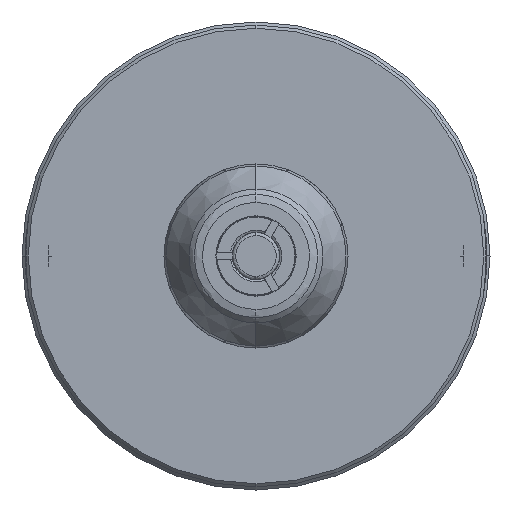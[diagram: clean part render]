
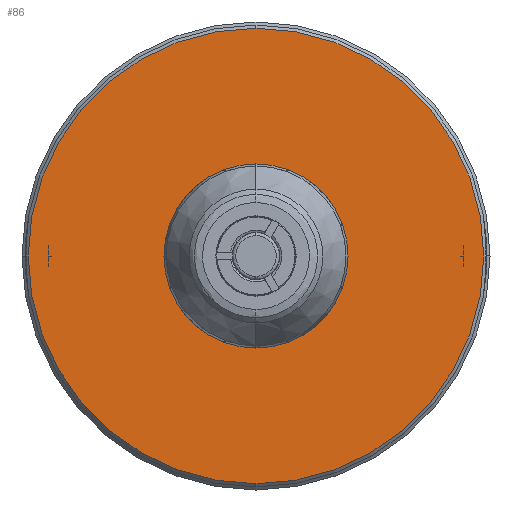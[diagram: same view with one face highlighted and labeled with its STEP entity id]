
A CAD part, left-side view. The second image highlights one B-rep face of the part: STEP entity #86.
In plain terms, the highlighted planar face has unit normal (-1, 0, 0).
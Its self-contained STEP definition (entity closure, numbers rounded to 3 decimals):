
#86 = ADVANCED_FACE ( 'NONE', ( #644, #6870 ), #3471, .F. ) ;
#481 = EDGE_LOOP ( 'NONE', ( #2711, #4785 ) ) ;
#644 = FACE_BOUND ( 'NONE', #2843, .T. ) ;
#751 = DIRECTION ( 'NONE',  ( 1., 0., 0. ) ) ;
#759 = VERTEX_POINT ( 'NONE', #6882 ) ;
#1261 = EDGE_CURVE ( 'NONE', #759, #8491, #4090, .T. ) ;
#1578 = CARTESIAN_POINT ( 'NONE',  ( 11., 0., 5.1 ) ) ;
#1789 = ORIENTED_EDGE ( 'NONE', *, *, #2472, .F. ) ;
#2038 = EDGE_CURVE ( 'NONE', #8641, #4930, #3984, .T. ) ;
#2046 = DIRECTION ( 'NONE',  ( -1., 0., 0. ) ) ;
#2323 = CARTESIAN_POINT ( 'NONE',  ( 11., 0., -14.6 ) ) ;
#2472 = EDGE_CURVE ( 'NONE', #8491, #759, #4450, .T. ) ;
#2526 = DIRECTION ( 'NONE',  ( 0., 0., -1. ) ) ;
#2711 = ORIENTED_EDGE ( 'NONE', *, *, #6548, .F. ) ;
#2745 = DIRECTION ( 'NONE',  ( 0., 0., -1. ) ) ;
#2843 = EDGE_LOOP ( 'NONE', ( #1789, #8802 ) ) ;
#3002 = AXIS2_PLACEMENT_3D ( 'NONE', #4134, #6775, #4165 ) ;
#3471 = PLANE ( 'NONE',  #8647 ) ;
#3984 = CIRCLE ( 'NONE', #8132, 14.6 ) ;
#4090 = CIRCLE ( 'NONE', #5728, 5.1 ) ;
#4106 = CARTESIAN_POINT ( 'NONE',  ( 11., 0., 0. ) ) ;
#4134 = CARTESIAN_POINT ( 'NONE',  ( 11., 0., 0. ) ) ;
#4165 = DIRECTION ( 'NONE',  ( 0., 0., 1. ) ) ;
#4450 = CIRCLE ( 'NONE', #3002, 5.1 ) ;
#4617 = CARTESIAN_POINT ( 'NONE',  ( 11., 0., 0. ) ) ;
#4650 = DIRECTION ( 'NONE',  ( 1., 0., 0. ) ) ;
#4785 = ORIENTED_EDGE ( 'NONE', *, *, #2038, .F. ) ;
#4930 = VERTEX_POINT ( 'NONE', #2323 ) ;
#5481 = CARTESIAN_POINT ( 'NONE',  ( 11., 0., 0. ) ) ;
#5728 = AXIS2_PLACEMENT_3D ( 'NONE', #5481, #2046, #8260 ) ;
#6057 = CIRCLE ( 'NONE', #8888, 14.6 ) ;
#6548 = EDGE_CURVE ( 'NONE', #4930, #8641, #6057, .T. ) ;
#6775 = DIRECTION ( 'NONE',  ( -1., 0., 0. ) ) ;
#6835 = DIRECTION ( 'NONE',  ( 1., 0., 0. ) ) ;
#6870 = FACE_OUTER_BOUND ( 'NONE', #481, .T. ) ;
#6882 = CARTESIAN_POINT ( 'NONE',  ( 11., 0., -5.1 ) ) ;
#7736 = CARTESIAN_POINT ( 'NONE',  ( 11., 0., 14.6 ) ) ;
#8132 = AXIS2_PLACEMENT_3D ( 'NONE', #4617, #4650, #2526 ) ;
#8260 = DIRECTION ( 'NONE',  ( 0., 0., 1. ) ) ;
#8271 = CARTESIAN_POINT ( 'NONE',  ( 11., 0., 0. ) ) ;
#8297 = DIRECTION ( 'NONE',  ( 0., 0., -1. ) ) ;
#8491 = VERTEX_POINT ( 'NONE', #1578 ) ;
#8641 = VERTEX_POINT ( 'NONE', #7736 ) ;
#8647 = AXIS2_PLACEMENT_3D ( 'NONE', #8271, #751, #8297 ) ;
#8802 = ORIENTED_EDGE ( 'NONE', *, *, #1261, .F. ) ;
#8888 = AXIS2_PLACEMENT_3D ( 'NONE', #4106, #6835, #2745 ) ;
